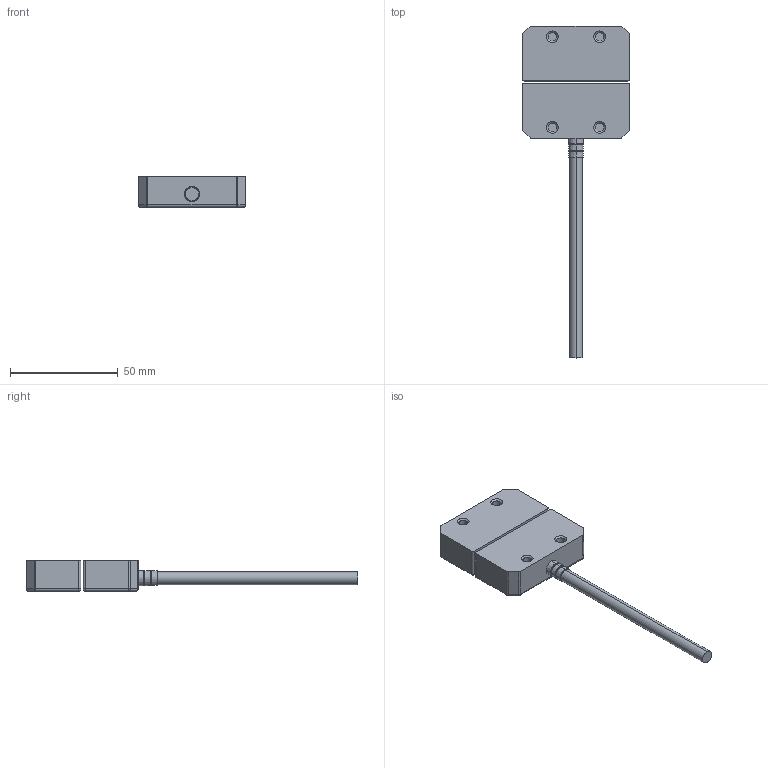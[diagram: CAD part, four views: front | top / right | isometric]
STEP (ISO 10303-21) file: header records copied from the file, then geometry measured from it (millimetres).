
FILE_DESCRIPTION (( 'STEP AP214' ), '1' );
FILE_NAME ('SMR-F-137014.step', '2017-09-27T14:19:39', ( '' ), ( '' ), 'SwSTEP 2.0', 'SolidWorks 2017', '' );
FILE_SCHEMA (( 'AUTOMOTIVE_DESIGN' ));
Length unit declared in the file: inch
Products named in the file (3): SMR-F-137014; SMR-F-137014_1; SMR-F-137014_2
Assembly tree (2 placements, depth 2):
  SMR-F-137014
    SMR-F-137014_1
    SMR-F-137014_2
Bounding box: 50 x 154 x 14 mm (x, y, z)
Surface area: 11699.7 mm2 (no closed solid volume)
Topology: 0 solids, 4 shells, 99 faces, 228 edges, 130 vertices
Faces by surface type: cylinder 36, bspline 28, plane 21, cone 14
Entity records: 3229 total; most frequent: CARTESIAN_POINT 948, DIRECTION 502, ORIENTED_EDGE 430, EDGE_CURVE 220, AXIS2_PLACEMENT_3D 208, CIRCLE 132, VERTEX_POINT 130, EDGE_LOOP 105
